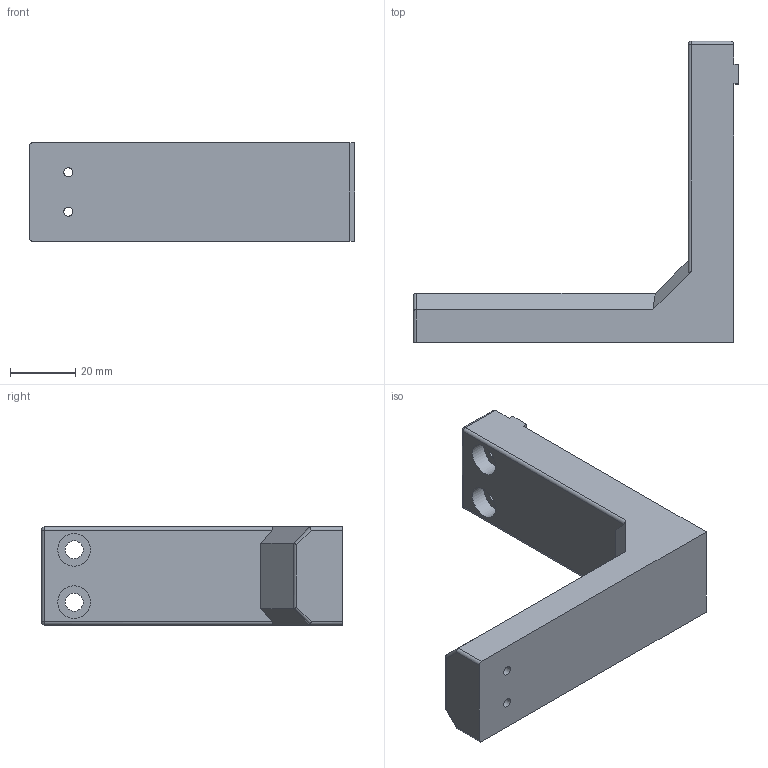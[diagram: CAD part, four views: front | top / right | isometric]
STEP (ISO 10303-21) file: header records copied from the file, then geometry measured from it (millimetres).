
FILE_DESCRIPTION(/* description */ (''),/* implementation_level */ '2;1');
FILE_NAME(/* name */ 'Wiper Arm.step',/* time_stamp */ '2023-07-16T15:41:32+01:00',/* author */ (''),/* organization */ (''),/* preprocessor_version */ 'ST-DEVELOPER v19.2',/* originating_system */ 'Autodesk Translation Framework v12.6.0.85',/* authorisation */ '');
FILE_SCHEMA (('AUTOMOTIVE_DESIGN { 1 0 10303 214 3 1 1 }'));
Length unit declared in the file: millimetre
Products named in the file (1): Wiper Arm
Bounding box: 99.5 x 92 x 30 mm (x, y, z)
Volume: 74619.6 mm3; surface area: 16729.4 mm2
Topology: 1 solids, 1 shells, 38 faces, 88 edges, 54 vertices
Faces by surface type: plane 19, cylinder 17, sphere 2
Full cylindrical faces by diameter (mm): 2.8 x2, 5.5 x2, 10 x2
Entity records: 1117 total; most frequent: DIRECTION 194, CARTESIAN_POINT 181, ORIENTED_EDGE 176, EDGE_CURVE 88, AXIS2_PLACEMENT_3D 67, LINE 60, VECTOR 60, VERTEX_POINT 54
